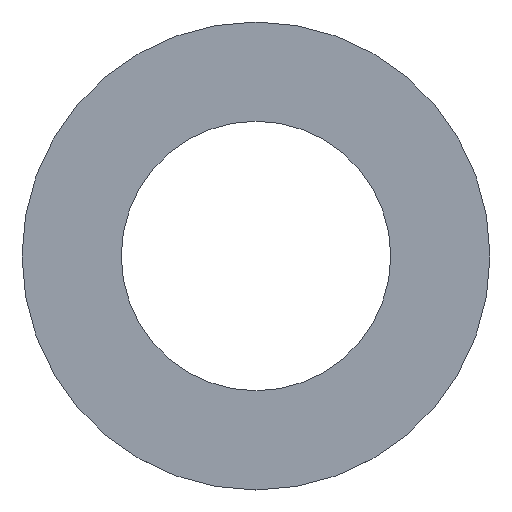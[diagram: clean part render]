
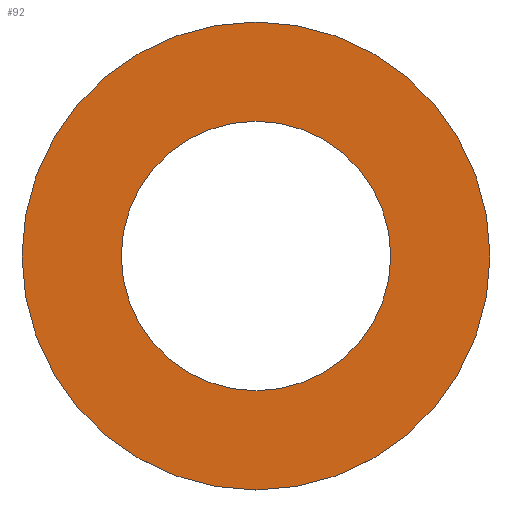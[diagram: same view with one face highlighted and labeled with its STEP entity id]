
A CAD part, top view. The second image highlights one B-rep face of the part: STEP entity #92.
In plain terms, the highlighted planar face has unit normal (0, 0, 1).
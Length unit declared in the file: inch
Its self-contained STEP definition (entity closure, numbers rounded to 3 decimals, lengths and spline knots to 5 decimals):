
#1 = EDGE_CURVE ( 'NONE', #251, #149, #124, .T. ) ;
#9 = EDGE_LOOP ( 'NONE', ( #55, #200 ) ) ;
#15 = CIRCLE ( 'NONE', #186, 1.1875 ) ;
#30 = AXIS2_PLACEMENT_3D ( 'NONE', #235, #39, #216 ) ;
#36 = CIRCLE ( 'NONE', #44, 1.1875 ) ;
#38 = DIRECTION ( 'NONE',  ( 1., 0., 0. ) ) ;
#39 = DIRECTION ( 'NONE',  ( 0., 0., 1. ) ) ;
#43 = EDGE_LOOP ( 'NONE', ( #242, #57 ) ) ;
#44 = AXIS2_PLACEMENT_3D ( 'NONE', #131, #134, #38 ) ;
#55 = ORIENTED_EDGE ( 'NONE', *, *, #59, .T. ) ;
#57 = ORIENTED_EDGE ( 'NONE', *, *, #140, .F. ) ;
#59 = EDGE_CURVE ( 'NONE', #149, #251, #103, .T. ) ;
#66 = CARTESIAN_POINT ( 'NONE',  ( 0., 0., 0.01563 ) ) ;
#68 = CARTESIAN_POINT ( 'NONE',  ( 0., 0., 0.01563 ) ) ;
#73 = DIRECTION ( 'NONE',  ( 0., 0., 1. ) ) ;
#77 = EDGE_CURVE ( 'NONE', #160, #213, #36, .T. ) ;
#79 = FACE_BOUND ( 'NONE', #43, .T. ) ;
#81 = PLANE ( 'NONE',  #157 ) ;
#83 = FACE_OUTER_BOUND ( 'NONE', #9, .T. ) ;
#92 = ADVANCED_FACE ( 'NONE', ( #83, #79 ), #81, .T. ) ;
#102 = CARTESIAN_POINT ( 'NONE',  ( 1.1875, 0., 0.01563 ) ) ;
#103 = CIRCLE ( 'NONE', #105, 2.0625 ) ;
#105 = AXIS2_PLACEMENT_3D ( 'NONE', #147, #73, #152 ) ;
#124 = CIRCLE ( 'NONE', #30, 2.0625 ) ;
#131 = CARTESIAN_POINT ( 'NONE',  ( 0., 0., 0.01563 ) ) ;
#134 = DIRECTION ( 'NONE',  ( 0., 0., 1. ) ) ;
#140 = EDGE_CURVE ( 'NONE', #213, #160, #15, .T. ) ;
#142 = DIRECTION ( 'NONE',  ( 1., 0., 0. ) ) ;
#146 = CARTESIAN_POINT ( 'NONE',  ( -1.1875, 0., 0.01563 ) ) ;
#147 = CARTESIAN_POINT ( 'NONE',  ( 0., 0., 0.01563 ) ) ;
#149 = VERTEX_POINT ( 'NONE', #167 ) ;
#152 = DIRECTION ( 'NONE',  ( 1., 0., 0. ) ) ;
#157 = AXIS2_PLACEMENT_3D ( 'NONE', #68, #185, #206 ) ;
#160 = VERTEX_POINT ( 'NONE', #146 ) ;
#167 = CARTESIAN_POINT ( 'NONE',  ( -2.0625, 0., 0.01563 ) ) ;
#185 = DIRECTION ( 'NONE',  ( 0., 0., 1. ) ) ;
#186 = AXIS2_PLACEMENT_3D ( 'NONE', #66, #224, #142 ) ;
#200 = ORIENTED_EDGE ( 'NONE', *, *, #1, .T. ) ;
#204 = CARTESIAN_POINT ( 'NONE',  ( 2.0625, 0., 0.01563 ) ) ;
#206 = DIRECTION ( 'NONE',  ( 1., 0., 0. ) ) ;
#213 = VERTEX_POINT ( 'NONE', #102 ) ;
#216 = DIRECTION ( 'NONE',  ( 1., 0., 0. ) ) ;
#224 = DIRECTION ( 'NONE',  ( 0., 0., 1. ) ) ;
#235 = CARTESIAN_POINT ( 'NONE',  ( 0., 0., 0.01563 ) ) ;
#242 = ORIENTED_EDGE ( 'NONE', *, *, #77, .F. ) ;
#251 = VERTEX_POINT ( 'NONE', #204 ) ;
